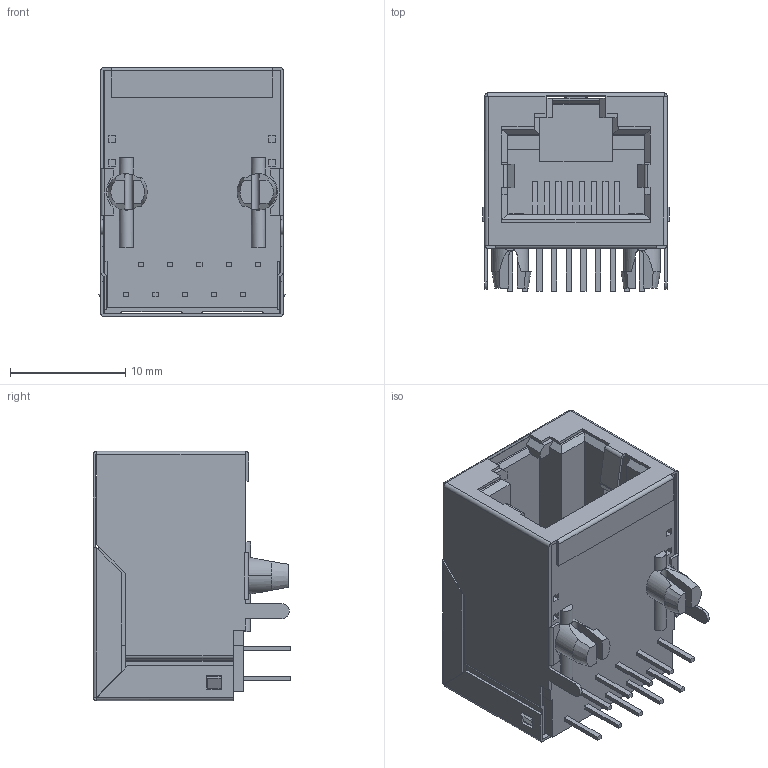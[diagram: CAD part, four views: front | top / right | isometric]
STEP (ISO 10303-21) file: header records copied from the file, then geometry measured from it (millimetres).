
FILE_DESCRIPTION (( 'STEP AP214' ), '1' );
FILE_NAME ('CUI_DEVICES_CRJ005-M1-TH.step', '2023-02-08T16:18:53', ( '' ), ( '' ), 'SwSTEP 2.0', 'SolidWorks 2022', '' );
FILE_SCHEMA (( 'AUTOMOTIVE_DESIGN' ));
Length unit declared in the file: inch
Products named in the file (1): CUI_DEVICES_CRJ005-M1-TH
Bounding box: 16.16 x 17.15 x 21.6 mm (x, y, z)
Volume: 3166.6 mm3; surface area: 4971.3 mm2
Topology: 2 solids, 2 shells, 466 faces, 1272 edges, 820 vertices
Faces by surface type: plane 380, cylinder 71, bspline 10, cone 5
Entity records: 21033 total; most frequent: CARTESIAN_POINT 3139, ORIENTED_EDGE 2544, DIRECTION 2264, EDGE_CURVE 1272, VECTOR 1082, LINE 1082, VERTEX_POINT 820, AXIS2_PLACEMENT_3D 591
